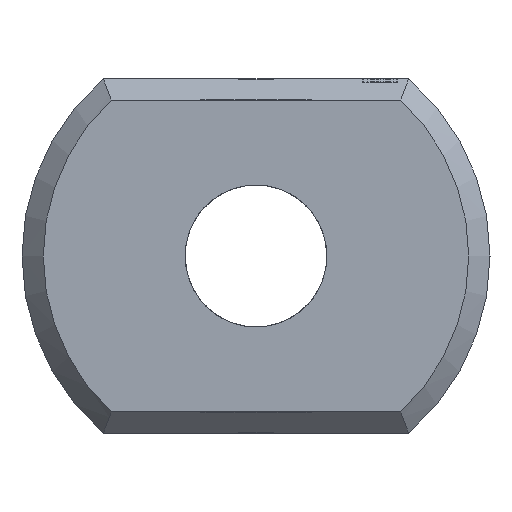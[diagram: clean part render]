
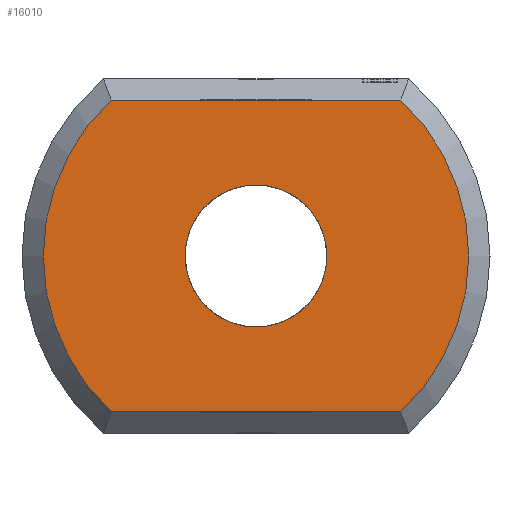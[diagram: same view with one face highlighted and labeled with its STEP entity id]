
A CAD part, left-side view. The second image highlights one B-rep face of the part: STEP entity #16010.
In plain terms, the highlighted planar face has unit normal (-1, 0, 0).
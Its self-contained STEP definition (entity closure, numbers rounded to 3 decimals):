
#3952 = VERTEX_POINT('',#3953);
#3953 = CARTESIAN_POINT('',(0.,-2.04,2.2));
#3962 = VERTEX_POINT('',#3963);
#3963 = CARTESIAN_POINT('',(0.,-2.04,-2.2));
#3970 = EDGE_CURVE('',#3952,#3962,#3971,.T.);
#3971 = CIRCLE('',#3972,3.);
#3972 = AXIS2_PLACEMENT_3D('',#3973,#3974,#3975);
#3973 = CARTESIAN_POINT('',(0.,0.,0.));
#3974 = DIRECTION('',(1.,0.,0.));
#3975 = DIRECTION('',(0.,-0.653,0.758)
  );
#4918 = VERTEX_POINT('',#4919);
#4919 = CARTESIAN_POINT('',(0.,2.04,2.2));
#4926 = EDGE_CURVE('',#3952,#4918,#4927,.T.);
#4927 = LINE('',#4928,#4929);
#4928 = CARTESIAN_POINT('',(0.,-2.154,2.2));
#4929 = VECTOR('',#4930,1.);
#4930 = DIRECTION('',(0.,1.,0.));
#16010 = ADVANCED_FACE('',(#16011,#16030),#16041,.F.);
#16011 = FACE_BOUND('',#16012,.F.);
#16012 = EDGE_LOOP('',(#16013,#16022,#16023,#16024));
#16013 = ORIENTED_EDGE('',*,*,#16014,.T.);
#16014 = EDGE_CURVE('',#16015,#4918,#16017,.T.);
#16015 = VERTEX_POINT('',#16016);
#16016 = CARTESIAN_POINT('',(0.,2.04,-2.2));
#16017 = CIRCLE('',#16018,3.);
#16018 = AXIS2_PLACEMENT_3D('',#16019,#16020,#16021);
#16019 = CARTESIAN_POINT('',(0.,0.,0.));
#16020 = DIRECTION('',(1.,0.,0.));
#16021 = DIRECTION('',(0.,0.653,-0.758)
  );
#16022 = ORIENTED_EDGE('',*,*,#4926,.F.);
#16023 = ORIENTED_EDGE('',*,*,#3970,.T.);
#16024 = ORIENTED_EDGE('',*,*,#16025,.T.);
#16025 = EDGE_CURVE('',#3962,#16015,#16026,.T.);
#16026 = LINE('',#16027,#16028);
#16027 = CARTESIAN_POINT('',(0.,-2.154,-2.2));
#16028 = VECTOR('',#16029,1.);
#16029 = DIRECTION('',(0.,1.,0.));
#16030 = FACE_BOUND('',#16031,.T.);
#16031 = EDGE_LOOP('',(#16032));
#16032 = ORIENTED_EDGE('',*,*,#16033,.T.);
#16033 = EDGE_CURVE('',#16034,#16034,#16036,.T.);
#16034 = VERTEX_POINT('',#16035);
#16035 = CARTESIAN_POINT('',(0.,1.,0.)
  );
#16036 = CIRCLE('',#16037,1.);
#16037 = AXIS2_PLACEMENT_3D('',#16038,#16039,#16040);
#16038 = CARTESIAN_POINT('',(0.,0.,0.));
#16039 = DIRECTION('',(1.,0.,0.));
#16040 = DIRECTION('',(0.,1.,0.));
#16041 = PLANE('',#16042);
#16042 = AXIS2_PLACEMENT_3D('',#16043,#16044,#16045);
#16043 = CARTESIAN_POINT('',(0.,0.,0.));
#16044 = DIRECTION('',(1.,0.,0.));
#16045 = DIRECTION('',(0.,0.,1.));
